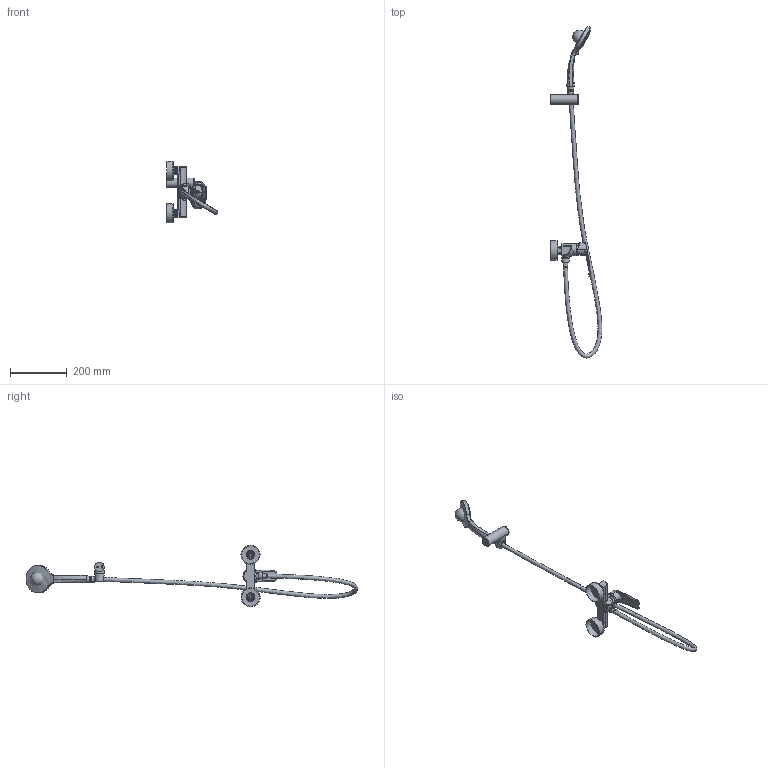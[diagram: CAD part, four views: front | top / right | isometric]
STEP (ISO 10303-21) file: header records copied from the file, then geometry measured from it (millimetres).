
FILE_DESCRIPTION (( 'STEP AP203' ), '1' );
FILE_NAME ('57DP03576.STEP', '2021-03-24T12:30:06', ( '' ), ( '' ), 'SwSTEP 2.0', 'SolidWorks 2018', '' );
FILE_SCHEMA (( 'CONFIG_CONTROL_DESIGN' ));
Length unit declared in the file: millimetre
Products named in the file (1): 57DP03576
Bounding box: 182.78 x 1174.52 x 217.95 mm (x, y, z)
Volume: 602334.8 mm3; surface area: 238398.4 mm2
Topology: 14 solids, 14 shells, 739 faces, 1708 edges, 1105 vertices
Faces by surface type: plane 266, cylinder 241, torus 110, bspline 76, cone 40, sphere 6
Full cylindrical faces by diameter (mm): 2 x9, 4 x69, 4.2 x1, 5.1 x2, 6.8 x1, 8 x3, 8.8 x1, 9.5 x1, 10 x1, 13 x1, 14 x1, 15 x1, 15.2 x1, 15.6 x1, 16 x2, 16.5 x2, 17 x1, 17.8 x1, 18 x2, 18.4 x1, 18.8 x2, 19.5 x2, 20 x1, 20.5 x2, 20.7 x1, 20.8 x1, 21 x2, 24 x2, 24.088 x2, 24.5 x10
Entity records: 81967 total; most frequent: CARTESIAN_POINT 67750, DIRECTION 2708, ORIENTED_EDGE 2622, EDGE_CURVE 1311, AXIS2_PLACEMENT_3D 1178, EDGE_LOOP 1135, VERTEX_POINT 986, FACE_OUTER_BOUND 955
